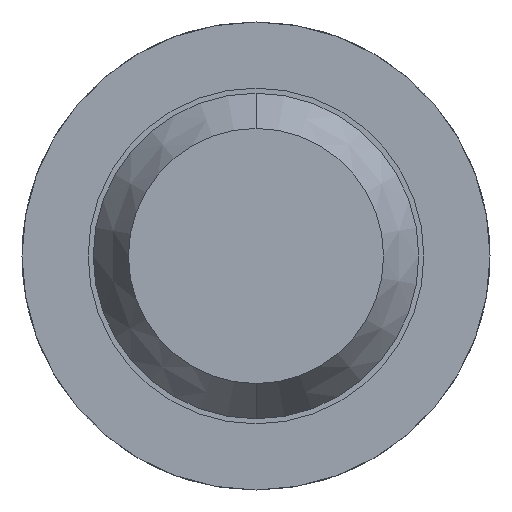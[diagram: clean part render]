
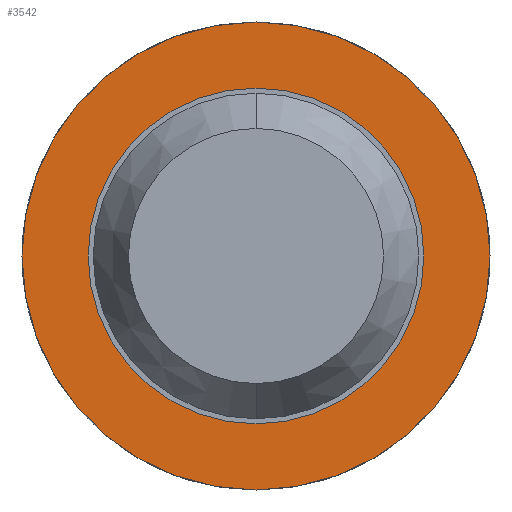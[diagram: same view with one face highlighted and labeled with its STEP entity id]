
A CAD part, front view. The second image highlights one B-rep face of the part: STEP entity #3542.
In plain terms, the highlighted planar face has unit normal (0, -1, 0).
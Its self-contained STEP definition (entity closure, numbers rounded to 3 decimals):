
#29 = PLANE ( 'NONE',  #3564 ) ;
#65 = DIRECTION ( 'NONE',  ( 0., 1., 0. ) ) ;
#130 = CARTESIAN_POINT ( 'NONE',  ( 0., -1.7, -0.825 ) ) ;
#237 = AXIS2_PLACEMENT_3D ( 'NONE', #3195, #342, #1610 ) ;
#313 = DIRECTION ( 'NONE',  ( 0., 1., 0. ) ) ;
#333 = EDGE_CURVE ( 'Defeature ausgef�hrt2_14+Defeature ausgef�hrt2_13+Defeature ausgef�hrt2_13+Defeature ausgef�hrt2_13', #3614, #3316, #2977, .T. ) ;
#342 = DIRECTION ( 'NONE',  ( 0., 1., 0. ) ) ;
#419 = DIRECTION ( 'NONE',  ( 0., 0., 1. ) ) ;
#588 = CARTESIAN_POINT ( 'NONE',  ( 0., -1.7, 0. ) ) ;
#682 = FACE_BOUND ( 'NONE', #4067, .T. ) ;
#893 = ORIENTED_EDGE ( 'NONE', *, *, #3913, .F. ) ;
#975 = CARTESIAN_POINT ( 'NONE',  ( 0.825, -1.7, 0. ) ) ;
#997 = DIRECTION ( 'NONE',  ( 0., 0., 1. ) ) ;
#1069 = ORIENTED_EDGE ( 'NONE', *, *, #4016, .T. ) ;
#1070 = VERTEX_POINT ( 'NONE', #3507 ) ;
#1165 = CIRCLE ( 'NONE', #1301, 1.15 ) ;
#1301 = AXIS2_PLACEMENT_3D ( 'NONE', #2875, #313, #3817 ) ;
#1390 = EDGE_CURVE ( 'Defeature ausgef�hrt2_10+Defeature ausgef�hrt2_14+Defeature ausgef�hrt2_14+Defeature ausgef�hrt2_14', #1070, #2257, #1165, .T. ) ;
#1610 = DIRECTION ( 'NONE',  ( 0., 0., 1. ) ) ;
#1637 = AXIS2_PLACEMENT_3D ( 'NONE', #2022, #65, #419 ) ;
#2022 = CARTESIAN_POINT ( 'NONE',  ( 0., -1.7, 0. ) ) ;
#2257 = VERTEX_POINT ( 'NONE', #3472 ) ;
#2449 = DIRECTION ( 'NONE',  ( 0., 0., 1. ) ) ;
#2706 = CIRCLE ( 'NONE', #1637, 0.825 ) ;
#2749 = CARTESIAN_POINT ( 'NONE',  ( 0., -1.7, 0.825 ) ) ;
#2814 = DIRECTION ( 'NONE',  ( 0., 1., 0. ) ) ;
#2831 = ORIENTED_EDGE ( 'NONE', *, *, #333, .T. ) ;
#2855 = EDGE_LOOP ( 'NONE', ( #3341, #893 ) ) ;
#2875 = CARTESIAN_POINT ( 'NONE',  ( 0., -1.7, 0. ) ) ;
#2977 = CIRCLE ( 'NONE', #3976, 0.825 ) ;
#3195 = CARTESIAN_POINT ( 'NONE',  ( 0., -1.7, 0. ) ) ;
#3316 = VERTEX_POINT ( 'NONE', #2749 ) ;
#3341 = ORIENTED_EDGE ( 'NONE', *, *, #1390, .F. ) ;
#3438 = CIRCLE ( 'NONE', #237, 1.15 ) ;
#3472 = CARTESIAN_POINT ( 'NONE',  ( 0., -1.7, -1.15 ) ) ;
#3507 = CARTESIAN_POINT ( 'NONE',  ( 0., -1.7, 1.15 ) ) ;
#3542 = ADVANCED_FACE ( 'Defeature ausgef�hrt2_14', ( #3831, #682 ), #29, .F. ) ;
#3564 = AXIS2_PLACEMENT_3D ( 'NONE', #975, #3856, #997 ) ;
#3614 = VERTEX_POINT ( 'NONE', #130 ) ;
#3817 = DIRECTION ( 'NONE',  ( 0., 0., 1. ) ) ;
#3831 = FACE_OUTER_BOUND ( 'NONE', #2855, .T. ) ;
#3856 = DIRECTION ( 'NONE',  ( 0., 1., 0. ) ) ;
#3913 = EDGE_CURVE ( 'Defeature ausgef�hrt2_10+Defeature ausgef�hrt2_14+Defeature ausgef�hrt2_14+Defeature ausgef�hrt2_14', #2257, #1070, #3438, .T. ) ;
#3976 = AXIS2_PLACEMENT_3D ( 'NONE', #588, #2814, #2449 ) ;
#4016 = EDGE_CURVE ( 'Defeature ausgef�hrt2_14+Defeature ausgef�hrt2_13+Defeature ausgef�hrt2_13+Defeature ausgef�hrt2_13', #3316, #3614, #2706, .T. ) ;
#4067 = EDGE_LOOP ( 'NONE', ( #1069, #2831 ) ) ;
